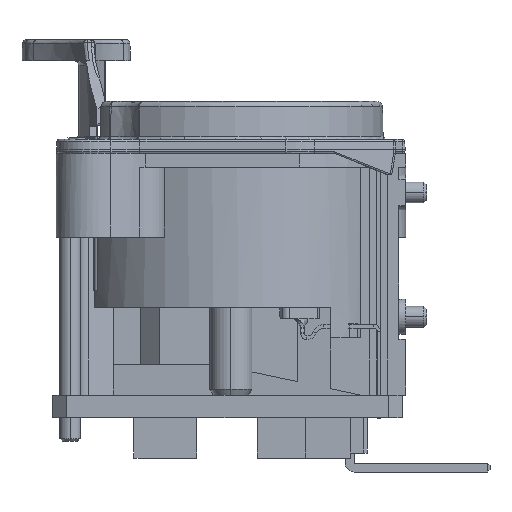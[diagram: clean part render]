
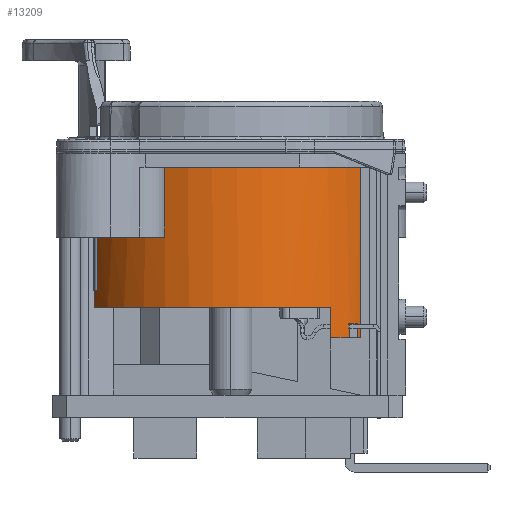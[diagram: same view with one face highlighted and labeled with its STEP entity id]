
A CAD part, left-side view. The second image highlights one B-rep face of the part: STEP entity #13209.
In plain terms, the highlighted cylindrical face has radius 11 mm (diameter 22 mm), a partial arc.
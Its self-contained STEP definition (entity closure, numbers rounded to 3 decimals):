
#25=DIRECTION('',(0.,0.,1.));
#26=VECTOR('',#25,12.2);
#27=CARTESIAN_POINT('',(-5.9,-9.284,-16.9));
#28=LINE('',#27,#26);
#582=CARTESIAN_POINT('',(0.,0.,-14.7));
#583=DIRECTION('',(0.,0.,-1.));
#584=DIRECTION('',(-0.764,-0.645,0.));
#585=AXIS2_PLACEMENT_3D('',#582,#583,#584);
#3587=CARTESIAN_POINT('',(0.,0.,-9.7));
#3588=DIRECTION('',(0.,0.,-1.));
#3589=DIRECTION('',(-0.903,0.43,0.));
#3590=AXIS2_PLACEMENT_3D('',#3587,#3588,#3589);
#3835=CARTESIAN_POINT('',(0.,0.,-13.5));
#3836=DIRECTION('',(0.,0.,-1.));
#3837=DIRECTION('',(-0.5,0.866,0.));
#3838=AXIS2_PLACEMENT_3D('',#3835,#3836,#3837);
#3840=DIRECTION('',(0.,0.,-1.));
#3841=VECTOR('',#3840,8.8);
#3842=CARTESIAN_POINT('',(-5.5,9.526,-4.7));
#3843=LINE('',#3842,#3841);
#3844=DIRECTION('',(0.,0.,-1.));
#3845=VECTOR('',#3844,5.);
#3846=CARTESIAN_POINT('',(-9.933,4.727,-4.7));
#3847=LINE('',#3846,#3845);
#3848=DIRECTION('',(0.,0.,1.));
#3849=VECTOR('',#3848,1.2);
#3850=CARTESIAN_POINT('',(-5.059,9.768,-14.7));
#3851=LINE('',#3850,#3849);
#3984=CARTESIAN_POINT('',(0.,0.,-4.7));
#3985=DIRECTION('',(0.,0.,-1.));
#3986=DIRECTION('',(-0.536,-0.844,0.));
#3987=AXIS2_PLACEMENT_3D('',#3984,#3985,#3986);
#4088=CARTESIAN_POINT('',(0.,0.,-4.7));
#4089=DIRECTION('',(0.,0.,1.));
#4090=DIRECTION('',(-0.5,0.866,0.));
#4091=AXIS2_PLACEMENT_3D('',#4088,#4089,#4090);
#5869=DIRECTION('',(0.,0.,1.));
#5870=VECTOR('',#5869,5.);
#5871=CARTESIAN_POINT('',(-5.656,9.435,-9.7));
#5872=LINE('',#5871,#5870);
#5974=CARTESIAN_POINT('',(0.,0.,-16.9));
#5975=DIRECTION('',(0.,0.,-1.));
#5976=DIRECTION('',(-0.536,-0.844,0.));
#5977=AXIS2_PLACEMENT_3D('',#5974,#5975,#5976);
#6027=CARTESIAN_POINT('',(0.,0.,-15.9));
#6028=DIRECTION('',(0.,0.,-1.));
#6029=DIRECTION('',(-0.564,-0.826,0.));
#6030=AXIS2_PLACEMENT_3D('',#6027,#6028,#6029);
#6040=DIRECTION('',(0.,0.,-1.));
#6041=VECTOR('',#6040,1.);
#6042=CARTESIAN_POINT('',(-7.05,-8.444,-15.9));
#6043=LINE('',#6042,#6041);
#6060=CARTESIAN_POINT('',(0.,0.,-16.9));
#6061=DIRECTION('',(0.,0.,-1.));
#6062=DIRECTION('',(-0.641,-0.768,0.));
#6063=AXIS2_PLACEMENT_3D('',#6060,#6061,#6062);
#6073=DIRECTION('',(0.,0.,-1.));
#6074=VECTOR('',#6073,2.2);
#6075=CARTESIAN_POINT('',(-8.402,-7.1,-14.7));
#6076=LINE('',#6075,#6074);
#6101=DIRECTION('',(0.,0.,-1.));
#6102=VECTOR('',#6101,1.);
#6103=CARTESIAN_POINT('',(-6.2,-9.086,-15.9));
#6104=LINE('',#6103,#6102);
#6477=CARTESIAN_POINT('',(-9.933,4.727,-4.7));
#6479=VERTEX_POINT('',#6477);
#6493=CARTESIAN_POINT('',(-9.933,4.727,-9.7));
#6494=VERTEX_POINT('',#6493);
#6495=CARTESIAN_POINT('',(-5.9,-9.284,-4.7));
#6496=VERTEX_POINT('',#6495);
#6577=CARTESIAN_POINT('',(-5.656,9.435,-9.7));
#6579=VERTEX_POINT('',#6577);
#6583=CARTESIAN_POINT('',(-5.656,9.435,-4.7));
#6584=VERTEX_POINT('',#6583);
#6683=CARTESIAN_POINT('',(-5.059,9.768,-14.7));
#6685=VERTEX_POINT('',#6683);
#6687=CARTESIAN_POINT('',(-8.402,-7.1,-14.7));
#6688=VERTEX_POINT('',#6687);
#7403=CARTESIAN_POINT('',(-7.05,-8.444,-16.9));
#7404=CARTESIAN_POINT('',(-8.402,-7.1,-16.9));
#7405=VERTEX_POINT('',#7403);
#7406=VERTEX_POINT('',#7404);
#7407=CARTESIAN_POINT('',(-7.05,-8.444,-15.9));
#7408=VERTEX_POINT('',#7407);
#7413=CARTESIAN_POINT('',(-5.9,-9.284,-16.9));
#7414=VERTEX_POINT('',#7413);
#7415=CARTESIAN_POINT('',(-6.2,-9.086,-15.9));
#7416=VERTEX_POINT('',#7415);
#7419=CARTESIAN_POINT('',(-6.2,-9.086,-16.9));
#7420=VERTEX_POINT('',#7419);
#7835=CARTESIAN_POINT('',(-5.5,9.526,-13.5));
#7836=CARTESIAN_POINT('',(-5.059,9.768,-13.5));
#7837=VERTEX_POINT('',#7835);
#7838=VERTEX_POINT('',#7836);
#7843=CARTESIAN_POINT('',(-5.5,9.526,-4.7));
#7844=VERTEX_POINT('',#7843);
#13175=CARTESIAN_POINT('',(0.,0.,-13.5));
#13176=DIRECTION('',(0.,0.,-1.));
#13177=DIRECTION('',(-1.,0.,0.));
#13178=AXIS2_PLACEMENT_3D('',#13175,#13176,#13177);
#13179=CYLINDRICAL_SURFACE('',#13178,11.);
#13180=ORIENTED_EDGE('',*,*,#9310,.F.);
#13182=ORIENTED_EDGE('',*,*,#13181,.F.);
#13184=ORIENTED_EDGE('',*,*,#13183,.T.);
#13186=ORIENTED_EDGE('',*,*,#13185,.F.);
#13187=ORIENTED_EDGE('',*,*,#12818,.F.);
#13189=ORIENTED_EDGE('',*,*,#13188,.F.);
#13191=ORIENTED_EDGE('',*,*,#13190,.F.);
#13192=ORIENTED_EDGE('',*,*,#8333,.F.);
#13194=ORIENTED_EDGE('',*,*,#13193,.T.);
#13196=ORIENTED_EDGE('',*,*,#13195,.F.);
#13198=ORIENTED_EDGE('',*,*,#13197,.T.);
#13200=ORIENTED_EDGE('',*,*,#13199,.T.);
#13202=ORIENTED_EDGE('',*,*,#13201,.T.);
#13204=ORIENTED_EDGE('',*,*,#13203,.F.);
#13205=ORIENTED_EDGE('',*,*,#8852,.T.);
#13206=ORIENTED_EDGE('',*,*,#13160,.T.);
#13207=EDGE_LOOP('',(#13180,#13182,#13184,#13186,#13187,#13189,#13191,#13192,
#13194,#13196,#13198,#13200,#13202,#13204,#13205,#13206));
#13208=FACE_OUTER_BOUND('',#13207,.F.);
#13209=ADVANCED_FACE('',(#13208),#13179,.T.);
#586=CIRCLE('',#585,11.);
#3591=CIRCLE('',#3590,11.);
#3839=CIRCLE('',#3838,11.);
#3988=CIRCLE('',#3987,11.);
#4092=CIRCLE('',#4091,11.);
#5978=CIRCLE('',#5977,11.);
#6031=CIRCLE('',#6030,11.);
#6064=CIRCLE('',#6063,11.);
#8333=EDGE_CURVE('',#7414,#6496,#28,.T.);
#8852=EDGE_CURVE('',#6688,#6685,#586,.T.);
#9310=EDGE_CURVE('',#7837,#7838,#3839,.T.);
#12818=EDGE_CURVE('',#6494,#6579,#3591,.T.);
#13160=EDGE_CURVE('',#6685,#7838,#3851,.T.);
#13181=EDGE_CURVE('',#7844,#7837,#3843,.T.);
#13183=EDGE_CURVE('',#7844,#6584,#4092,.T.);
#13185=EDGE_CURVE('',#6579,#6584,#5872,.T.);
#13188=EDGE_CURVE('',#6479,#6494,#3847,.T.);
#13190=EDGE_CURVE('',#6496,#6479,#3988,.T.);
#13193=EDGE_CURVE('',#7414,#7420,#5978,.T.);
#13195=EDGE_CURVE('',#7416,#7420,#6104,.T.);
#13197=EDGE_CURVE('',#7416,#7408,#6031,.T.);
#13199=EDGE_CURVE('',#7408,#7405,#6043,.T.);
#13201=EDGE_CURVE('',#7405,#7406,#6064,.T.);
#13203=EDGE_CURVE('',#6688,#7406,#6076,.T.);
